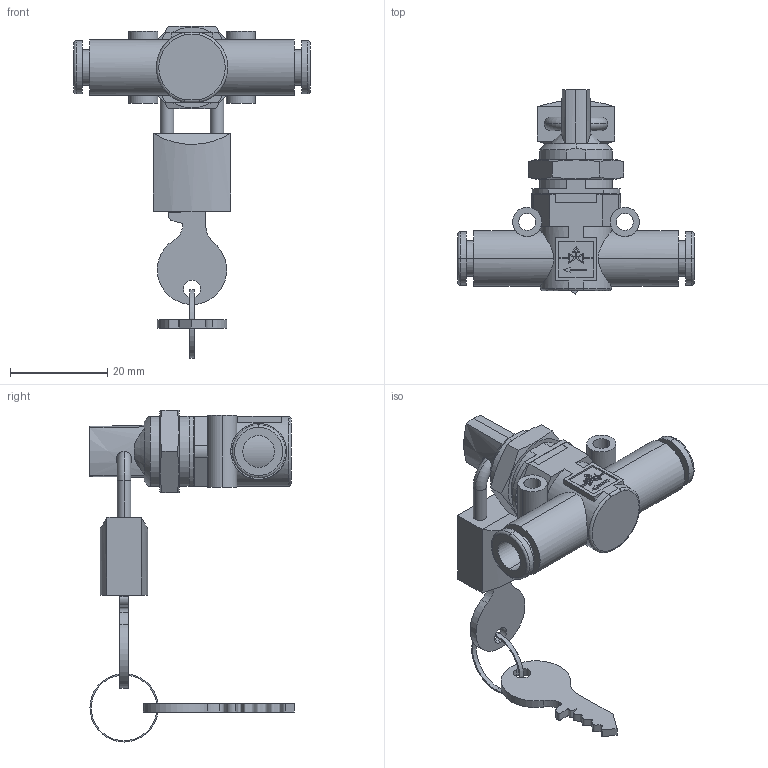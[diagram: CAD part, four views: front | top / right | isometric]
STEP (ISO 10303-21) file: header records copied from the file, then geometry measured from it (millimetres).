
FILE_DESCRIPTION (( 'STEP AP203' ), '1' );
FILE_NAME ('HVU14-3L.step', '2016-02-15T19:54:06', ( '' ), ( '' ), 'SwSTEP 2.0', 'SolidWorks 2015', '' );
FILE_SCHEMA (( 'CONFIG_CONTROL_DESIGN' ));
Length unit declared in the file: millimetre
Products named in the file (1): HVU14-3L
Bounding box: 48.5 x 41.88 x 68.11 mm (x, y, z)
Volume: 12227.1 mm3; surface area: 10782.2 mm2
Topology: 12 solids, 13 shells, 253 faces, 609 edges, 400 vertices
Faces by surface type: plane 146, cylinder 81, cone 16, torus 8, bspline 2
Entity records: 8208 total; most frequent: CARTESIAN_POINT 2181, ORIENTED_EDGE 1218, DIRECTION 1217, EDGE_CURVE 609, AXIS2_PLACEMENT_3D 426, VERTEX_POINT 400, VECTOR 365, LINE 365
